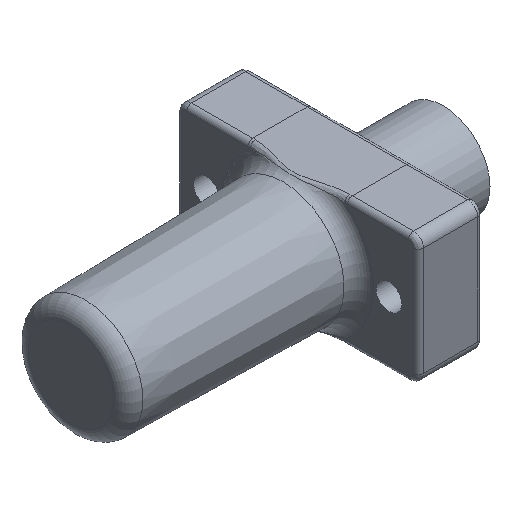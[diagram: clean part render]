
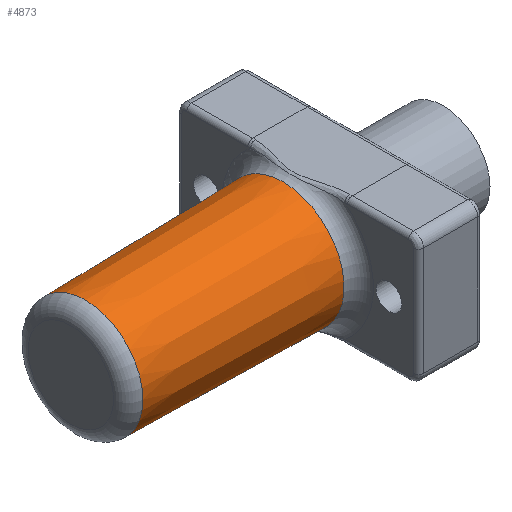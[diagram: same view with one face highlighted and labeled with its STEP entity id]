
A CAD part, isometric view. The second image highlights one B-rep face of the part: STEP entity #4873.
In plain terms, the highlighted conical face has half-angle 1 degrees and reference radius 12.414 mm.
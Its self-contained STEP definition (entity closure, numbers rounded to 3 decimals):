
#26=CONICAL_SURFACE('',#5133,12.414,1.);
#73=CIRCLE('',#4999,12.318);
#74=CIRCLE('',#5001,11.802);
#152=CIRCLE('',#5126,12.363);
#153=CIRCLE('',#5134,11.663);
#167=ELLIPSE('',#4983,281.482,6.924);
#168=ELLIPSE('',#4984,281.482,6.924);
#296=FACE_BOUND('',#886,.T.);
#297=FACE_BOUND('',#887,.T.);
#569=FACE_OUTER_BOUND('',#885,.T.);
#885=EDGE_LOOP('',(#4447));
#886=EDGE_LOOP('',(#4448,#4449,#4450,#4451));
#887=EDGE_LOOP('',(#4452));
#2287=VERTEX_POINT('',#11584);
#2288=VERTEX_POINT('',#11585);
#2289=VERTEX_POINT('',#11587);
#2290=VERTEX_POINT('',#11589);
#2392=VERTEX_POINT('',#12393);
#2393=VERTEX_POINT('',#12406);
#2920=EDGE_CURVE('',#2287,#2288,#167,.T.);
#2922=EDGE_CURVE('',#2290,#2289,#168,.T.);
#2924=EDGE_CURVE('',#2288,#2290,#73,.T.);
#2925=EDGE_CURVE('',#2289,#2287,#74,.T.);
#3075=EDGE_CURVE('',#2392,#2392,#152,.T.);
#3080=EDGE_CURVE('',#2393,#2393,#153,.T.);
#4447=ORIENTED_EDGE('',*,*,#3080,.F.);
#4448=ORIENTED_EDGE('',*,*,#2925,.T.);
#4449=ORIENTED_EDGE('',*,*,#2920,.T.);
#4450=ORIENTED_EDGE('',*,*,#2924,.T.);
#4451=ORIENTED_EDGE('',*,*,#2922,.T.);
#4452=ORIENTED_EDGE('',*,*,#3075,.F.);
#4873=ADVANCED_FACE('',(#569,#296,#297),#26,.T.);
#4983=AXIS2_PLACEMENT_3D('',#11586,#5731,#5732);
#4984=AXIS2_PLACEMENT_3D('',#11590,#5734,#5735);
#4999=AXIS2_PLACEMENT_3D('',#11606,#5765,#5766);
#5001=AXIS2_PLACEMENT_3D('',#11608,#5769,#5770);
#5126=AXIS2_PLACEMENT_3D('',#12394,#6076,#6077);
#5133=AXIS2_PLACEMENT_3D('',#12405,#6094,#6095);
#5134=AXIS2_PLACEMENT_3D('',#12407,#6096,#6097);
#5731=DIRECTION('center_axis',(0.03,0.,1.));
#5732=DIRECTION('ref_axis',(1.,0.,-0.03));
#5734=DIRECTION('center_axis',(0.03,0.,1.));
#5735=DIRECTION('ref_axis',(1.,0.,-0.03));
#5765=DIRECTION('center_axis',(1.,0.,0.));
#5766=DIRECTION('ref_axis',(0.,0.,1.));
#5769=DIRECTION('center_axis',(-1.,0.,0.));
#5770=DIRECTION('ref_axis',(0.,0.,1.));
#6076=DIRECTION('center_axis',(1.,0.,0.));
#6077=DIRECTION('ref_axis',(0.,0.,-1.));
#6094=DIRECTION('center_axis',(1.,0.,0.));
#6095=DIRECTION('ref_axis',(0.,0.,1.));
#6096=DIRECTION('center_axis',(-1.,0.,0.));
#6097=DIRECTION('ref_axis',(0.,0.,-1.));
#11584=CARTESIAN_POINT('',(-15.348,-29.611,108.08));
#11585=CARTESIAN_POINT('',(14.21,-28.836,107.188));
#11586=CARTESIAN_POINT('Origin',(-205.167,-24.5,113.807));
#11587=CARTESIAN_POINT('',(-15.348,-19.389,108.08));
#11589=CARTESIAN_POINT('',(14.21,-20.164,107.188));
#11590=CARTESIAN_POINT('Origin',(-205.167,-24.5,113.807));
#11606=CARTESIAN_POINT('Origin',(14.21,-24.5,118.718));
#11608=CARTESIAN_POINT('Origin',(-15.348,-24.5,118.718));
#12393=CARTESIAN_POINT('',(16.752,-24.5,131.081));
#12394=CARTESIAN_POINT('Origin',(16.752,-24.5,118.718));
#12405=CARTESIAN_POINT('Origin',(19.7,-24.5,118.718));
#12406=CARTESIAN_POINT('',(-23.352,-24.5,130.381));
#12407=CARTESIAN_POINT('Origin',(-23.352,-24.5,118.718));
